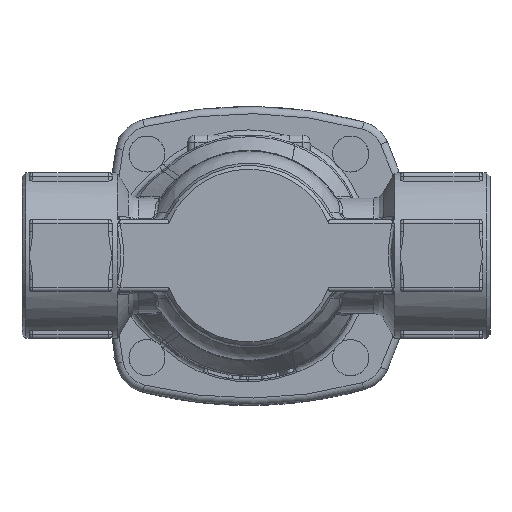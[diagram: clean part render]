
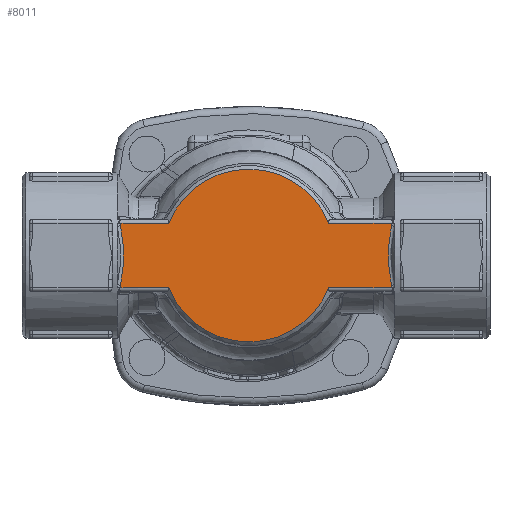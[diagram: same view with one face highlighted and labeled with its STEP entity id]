
A CAD part, top view. The second image highlights one B-rep face of the part: STEP entity #8011.
In plain terms, the highlighted planar face has unit normal (0, 0, 1).
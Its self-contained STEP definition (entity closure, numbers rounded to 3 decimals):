
#1174=CARTESIAN_POINT('',(-35.79,-9.,65.0));
#1175=VERTEX_POINT('',#1174);
#1251=CARTESIAN_POINT('',(-35.634,-8.261,65.0));
#1252=VERTEX_POINT('',#1251);
#1260=CARTESIAN_POINT('',(-35.634,8.261,65.0));
#1261=VERTEX_POINT('',#1260);
#1262=CARTESIAN_POINT('',(-35.634,-8.261,65.0));
#1263=CARTESIAN_POINT('',(-35.319,-6.708,65.0));
#1264=CARTESIAN_POINT('',(-34.959,-4.353,65.));
#1265=CARTESIAN_POINT('',(-34.712,-0.398,65.));
#1266=CARTESIAN_POINT('',(-34.838,3.57,65.));
#1267=CARTESIAN_POINT('',(-35.319,6.708,65.0));
#1268=CARTESIAN_POINT('',(-35.634,8.261,65.0));
#1269=B_SPLINE_CURVE_WITH_KNOTS('',3,(#1262,#1263,#1264,#1265,#1266,#1267,#1268),.UNSPECIFIED.,.F.,.U.,(4,1,1,1,4),(0.075,0.551,0.788,1.264,1.739),.UNSPECIFIED.);
#1270=EDGE_CURVE('',#1252,#1261,#1269,.T.);
#1333=CARTESIAN_POINT('',(-35.79,-9.,65.));
#1334=CARTESIAN_POINT('',(-35.736,-8.754,65.));
#1335=CARTESIAN_POINT('',(-35.684,-8.508,65.0));
#1336=CARTESIAN_POINT('',(-35.634,-8.261,65.));
#1337=B_SPLINE_CURVE_WITH_KNOTS('',3,(#1333,#1334,#1335,#1336),.UNSPECIFIED.,.F.,.U.,(4,4),(0.,0.075),.UNSPECIFIED.);
#1338=EDGE_CURVE('',#1175,#1252,#1337,.T.);
#1385=CARTESIAN_POINT('',(-35.79,9.,65.0));
#1386=VERTEX_POINT('',#1385);
#1387=CARTESIAN_POINT('',(-35.634,8.261,65.0));
#1388=CARTESIAN_POINT('',(-35.684,8.508,65.0));
#1389=CARTESIAN_POINT('',(-35.736,8.754,65.0));
#1390=CARTESIAN_POINT('',(-35.79,9.,65.0));
#1391=B_SPLINE_CURVE_WITH_KNOTS('',3,(#1387,#1388,#1389,#1390),.UNSPECIFIED.,.F.,.U.,(4,4),(0.,0.075),.UNSPECIFIED.);
#1392=EDGE_CURVE('',#1261,#1386,#1391,.T.);
#4370=CARTESIAN_POINT('',(39.634,8.261,65.0));
#4371=VERTEX_POINT('',#4370);
#4379=CARTESIAN_POINT('',(39.634,-8.261,65.0));
#4380=VERTEX_POINT('',#4379);
#4381=CARTESIAN_POINT('',(39.634,8.261,65.0));
#4382=CARTESIAN_POINT('',(39.319,6.707,65.0));
#4383=CARTESIAN_POINT('',(38.959,4.354,65.));
#4384=CARTESIAN_POINT('',(38.712,0.398,65.));
#4385=CARTESIAN_POINT('',(38.838,-3.569,65.));
#4386=CARTESIAN_POINT('',(39.319,-6.707,65.0));
#4387=CARTESIAN_POINT('',(39.634,-8.261,65.0));
#4388=B_SPLINE_CURVE_WITH_KNOTS('',3,(#4381,#4382,#4383,#4384,#4385,#4386,#4387),.UNSPECIFIED.,.F.,.U.,(4,1,1,1,4),(-2.381,-1.906,-1.668,-1.193,-0.717),.UNSPECIFIED.);
#4389=EDGE_CURVE('',#4371,#4380,#4388,.T.);
#4451=CARTESIAN_POINT('',(39.79,9.,65.0));
#4452=VERTEX_POINT('',#4451);
#4460=CARTESIAN_POINT('',(39.79,9.,65.0));
#4461=CARTESIAN_POINT('',(39.736,8.754,65.0));
#4462=CARTESIAN_POINT('',(39.684,8.508,65.0));
#4463=CARTESIAN_POINT('',(39.634,8.261,65.0));
#4464=B_SPLINE_CURVE_WITH_KNOTS('',3,(#4460,#4461,#4462,#4463),.UNSPECIFIED.,.F.,.U.,(4,4),(-2.456,-2.381),.UNSPECIFIED.);
#4465=EDGE_CURVE('',#4452,#4371,#4464,.T.);
#4512=CARTESIAN_POINT('',(39.79,-9.,65.0));
#4513=VERTEX_POINT('',#4512);
#4514=CARTESIAN_POINT('',(39.634,-8.261,65.0));
#4515=CARTESIAN_POINT('',(39.684,-8.508,65.0));
#4516=CARTESIAN_POINT('',(39.736,-8.754,65.0));
#4517=CARTESIAN_POINT('',(39.79,-9.,65.0));
#4518=B_SPLINE_CURVE_WITH_KNOTS('',3,(#4514,#4515,#4516,#4517),.UNSPECIFIED.,.F.,.U.,(4,4),(2.377,2.452),.UNSPECIFIED.);
#4519=EDGE_CURVE('',#4380,#4513,#4518,.T.);
#7928=CARTESIAN_POINT('',(22.249,-9.,65.0));
#7929=VERTEX_POINT('',#7928);
#7930=CARTESIAN_POINT('',(39.79,-9.,65.0));
#7931=DIRECTION('',(-1.0,0.,0.0));
#7932=VECTOR('',#7931,17.541);
#7933=LINE('',#7930,#7932);
#7934=EDGE_CURVE('',#4513,#7929,#7933,.T.);
#7959=CARTESIAN_POINT('',(-12.5,0.0,65.0));
#7960=DIRECTION('',(0.0,0.0,1.0));
#7961=DIRECTION('',(1.0,0.0,0.0));
#7962=AXIS2_PLACEMENT_3D('',#7959,#7960,#7961);
#7963=PLANE('',#7962);
#7964=ORIENTED_EDGE('',*,*,#1338,.F.);
#7965=CARTESIAN_POINT('',(-22.249,-9.,65.0));
#7966=VERTEX_POINT('',#7965);
#7967=CARTESIAN_POINT('',(-22.249,-9.,65.0));
#7968=DIRECTION('',(-1.0,0.,0.0));
#7969=VECTOR('',#7968,13.541);
#7970=LINE('',#7967,#7969);
#7971=EDGE_CURVE('',#7966,#1175,#7970,.T.);
#7972=ORIENTED_EDGE('',*,*,#7971,.F.);
#7973=CARTESIAN_POINT('',(0.,0.0,65.0));
#7974=DIRECTION('',(0.0,0.0,-1.0));
#7975=DIRECTION('',(-1.0,0.0,0.0));
#7976=AXIS2_PLACEMENT_3D('',#7973,#7974,#7975);
#7977=CIRCLE('',#7976,24.0);
#7978=EDGE_CURVE('',#7929,#7966,#7977,.T.);
#7979=ORIENTED_EDGE('',*,*,#7978,.F.);
#7980=ORIENTED_EDGE('',*,*,#7934,.F.);
#7981=ORIENTED_EDGE('',*,*,#4519,.F.);
#7982=ORIENTED_EDGE('',*,*,#4389,.F.);
#7983=ORIENTED_EDGE('',*,*,#4465,.F.);
#7984=CARTESIAN_POINT('',(22.249,9.,65.0));
#7985=VERTEX_POINT('',#7984);
#7986=CARTESIAN_POINT('',(22.249,9.,65.0));
#7987=DIRECTION('',(1.0,0.,0.0));
#7988=VECTOR('',#7987,17.541);
#7989=LINE('',#7986,#7988);
#7990=EDGE_CURVE('',#7985,#4452,#7989,.T.);
#7991=ORIENTED_EDGE('',*,*,#7990,.F.);
#7992=CARTESIAN_POINT('',(-22.249,9.,65.0));
#7993=VERTEX_POINT('',#7992);
#7994=CARTESIAN_POINT('',(0.,0.0,65.0));
#7995=DIRECTION('',(0.0,0.0,-1.0));
#7996=DIRECTION('',(-1.0,0.0,0.0));
#7997=AXIS2_PLACEMENT_3D('',#7994,#7995,#7996);
#7998=CIRCLE('',#7997,24.0);
#7999=EDGE_CURVE('',#7993,#7985,#7998,.T.);
#8000=ORIENTED_EDGE('',*,*,#7999,.F.);
#8001=CARTESIAN_POINT('',(-35.79,9.,65.0));
#8002=DIRECTION('',(1.0,0.,0.0));
#8003=VECTOR('',#8002,13.541);
#8004=LINE('',#8001,#8003);
#8005=EDGE_CURVE('',#1386,#7993,#8004,.T.);
#8006=ORIENTED_EDGE('',*,*,#8005,.F.);
#8007=ORIENTED_EDGE('',*,*,#1392,.F.);
#8008=ORIENTED_EDGE('',*,*,#1270,.F.);
#8009=EDGE_LOOP('',(#7964,#7972,#7979,#7980,#7981,#7982,#7983,#7991,#8000,#8006,#8007,#8008));
#8010=FACE_OUTER_BOUND('',#8009,.T.);
#8011=ADVANCED_FACE('',(#8010),#7963,.T.);
